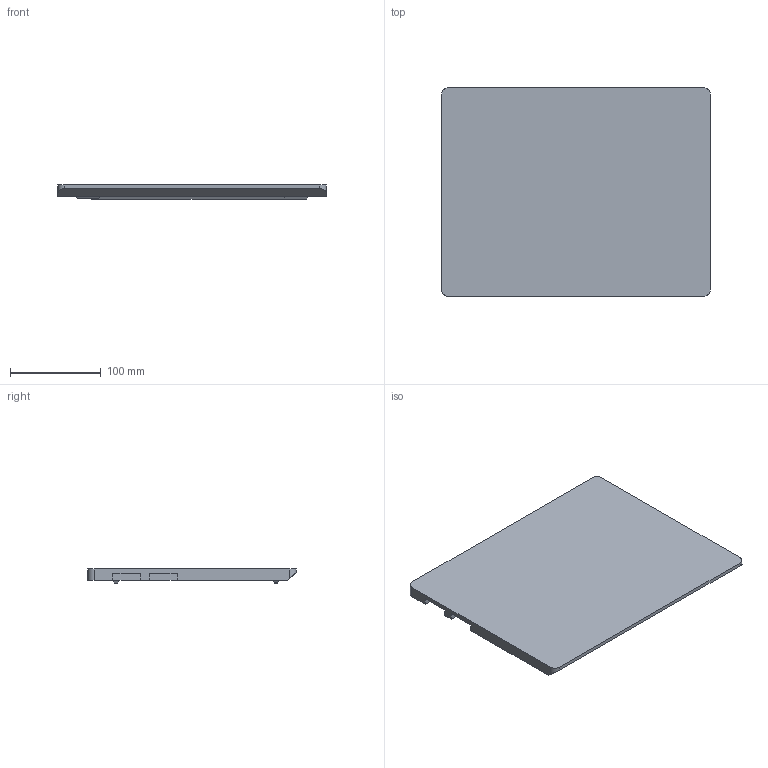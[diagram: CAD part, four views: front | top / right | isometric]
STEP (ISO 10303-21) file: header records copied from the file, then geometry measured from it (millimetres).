
FILE_DESCRIPTION(('FreeCAD Model'),'2;1');
FILE_NAME('Open CASCADE Shape Model','2023-03-27T21:28:02',(''),(''), 'Open CASCADE STEP processor 7.6','FreeCAD','Unknown');
FILE_SCHEMA(('AUTOMOTIVE_DESIGN { 1 0 10303 214 1 1 1 1 }'));
Length unit declared in the file: millimetre
Products named in the file (1): Body
Bounding box: 296 x 230 x 15.48 mm (x, y, z)
Volume: 810743.9 mm3; surface area: 162516.8 mm2
Topology: 1 solids, 1 shells, 762 faces, 1839 edges, 1226 vertices
Faces by surface type: plane 746, bspline 12, cylinder 4
Entity records: 45651 total; most frequent: CARTESIAN_POINT 7588, DIRECTION 7000, LINE 5475, VECTOR 5475, ORIENTED_EDGE 3678, PCURVE 3678, DEFINITIONAL_REPRESENTATION 3678, EDGE_CURVE 1839
